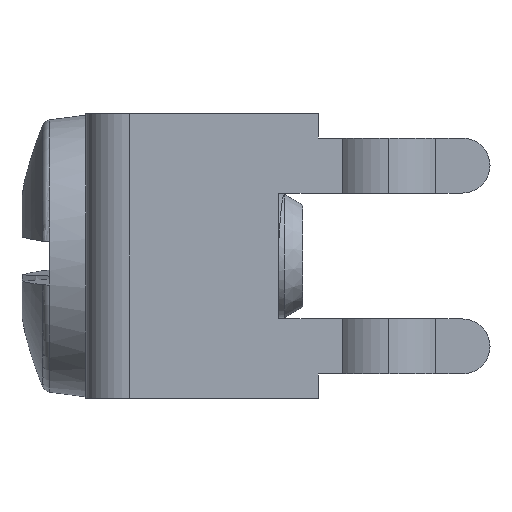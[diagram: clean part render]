
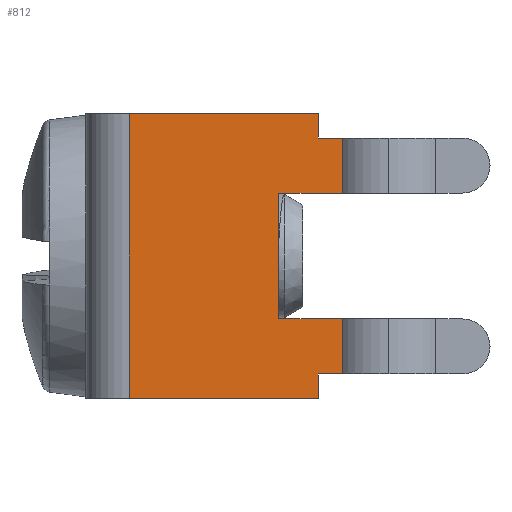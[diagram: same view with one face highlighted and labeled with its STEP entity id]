
A CAD part, left-side view. The second image highlights one B-rep face of the part: STEP entity #812.
In plain terms, the highlighted planar face has unit normal (-1, 0, 0).
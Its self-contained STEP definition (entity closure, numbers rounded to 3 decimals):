
#616 = EDGE_CURVE ( 'NONE', #644, #654, #2181, .T. ) ;
#644 = VERTEX_POINT ( 'NONE', #2046 ) ;
#652 = VERTEX_POINT ( 'NONE', #2198 ) ;
#654 = VERTEX_POINT ( 'NONE', #2197 ) ;
#687 = EDGE_CURVE ( 'NONE', #804, #688, #2078, .T. ) ;
#688 = VERTEX_POINT ( 'NONE', #2074 ) ;
#696 = ORIENTED_EDGE ( 'NONE', *, *, #697, .T. ) ;
#697 = EDGE_CURVE ( 'NONE', #688, #644, #2632, .T. ) ;
#701 = EDGE_CURVE ( 'NONE', #652, #719, #2620, .T. ) ;
#703 = ORIENTED_EDGE ( 'NONE', *, *, #687, .T. ) ;
#719 = VERTEX_POINT ( 'NONE', #2654 ) ;
#780 = VERTEX_POINT ( 'NONE', #2745 ) ;
#781 = EDGE_CURVE ( 'NONE', #804, #782, #2744, .T. ) ;
#782 = VERTEX_POINT ( 'NONE', #2805 ) ;
#784 = ORIENTED_EDGE ( 'NONE', *, *, #785, .T. ) ;
#785 = EDGE_CURVE ( 'NONE', #780, #786, #2804, .T. ) ;
#786 = VERTEX_POINT ( 'NONE', #2800 ) ;
#788 = ORIENTED_EDGE ( 'NONE', *, *, #794, .T. ) ;
#791 = VERTEX_POINT ( 'NONE', #2799 ) ;
#792 = ORIENTED_EDGE ( 'NONE', *, *, #793, .T. ) ;
#793 = EDGE_CURVE ( 'NONE', #791, #803, #2798, .T. ) ;
#794 = EDGE_CURVE ( 'NONE', #786, #782, #2794, .T. ) ;
#799 = ORIENTED_EDGE ( 'NONE', *, *, #800, .F. ) ;
#800 = EDGE_CURVE ( 'NONE', #802, #803, #2785, .T. ) ;
#802 = VERTEX_POINT ( 'NONE', #2781 ) ;
#803 = VERTEX_POINT ( 'NONE', #2780 ) ;
#804 = VERTEX_POINT ( 'NONE', #2779 ) ;
#805 = ORIENTED_EDGE ( 'NONE', *, *, #781, .F. ) ;
#806 = ORIENTED_EDGE ( 'NONE', *, *, #807, .T. ) ;
#807 = EDGE_CURVE ( 'NONE', #802, #780, #2777, .T. ) ;
#812 = ADVANCED_FACE ( 'NONE', ( #2824 ), #2823, .T. ) ;
#813 = ORIENTED_EDGE ( 'NONE', *, *, #616, .T. ) ;
#820 = EDGE_CURVE ( 'NONE', #652, #791, #2810, .T. ) ;
#823 = EDGE_LOOP ( 'NONE', ( #799, #806, #784, #788, #805, #703, #696, #813, #824, #828, #829, #792 ) ) ;
#824 = ORIENTED_EDGE ( 'NONE', *, *, #825, .T. ) ;
#825 = EDGE_CURVE ( 'NONE', #654, #719, #2865, .T. ) ;
#828 = ORIENTED_EDGE ( 'NONE', *, *, #701, .F. ) ;
#829 = ORIENTED_EDGE ( 'NONE', *, *, #820, .T. ) ;
#2046 = CARTESIAN_POINT ( 'NONE',  ( -3.937, 4.75, 7.874 ) ) ;
#2074 = CARTESIAN_POINT ( 'NONE',  ( -3.937, 4.75, 7.201 ) ) ;
#2075 = DIRECTION ( 'NONE',  ( 0., 1., 0. ) ) ;
#2076 = VECTOR ( 'NONE', #2075, 1000. ) ;
#2077 = CARTESIAN_POINT ( 'NONE',  ( -3.937, 9.982, 7.201 ) ) ;
#2078 = LINE ( 'NONE', #2077, #2076 ) ;
#2178 = DIRECTION ( 'NONE',  ( 0., 1., 0. ) ) ;
#2179 = VECTOR ( 'NONE', #2178, 1000. ) ;
#2180 = CARTESIAN_POINT ( 'NONE',  ( -3.937, 9.982, 7.874 ) ) ;
#2181 = LINE ( 'NONE', #2180, #2179 ) ;
#2197 = CARTESIAN_POINT ( 'NONE',  ( -3.937, 9.982, 7.874 ) ) ;
#2198 = CARTESIAN_POINT ( 'NONE',  ( -3.937, 4.75, 0. ) ) ;
#2614 = DIRECTION ( 'NONE',  ( 0., 1., 0. ) ) ;
#2615 = VECTOR ( 'NONE', #2614, 1000. ) ;
#2616 = CARTESIAN_POINT ( 'NONE',  ( -3.937, 9.982, 0. ) ) ;
#2620 = LINE ( 'NONE', #2616, #2615 ) ;
#2629 = DIRECTION ( 'NONE',  ( 0., 0., 1. ) ) ;
#2630 = VECTOR ( 'NONE', #2629, 1000. ) ;
#2631 = CARTESIAN_POINT ( 'NONE',  ( -3.937, 4.75, 7.874 ) ) ;
#2632 = LINE ( 'NONE', #2631, #2630 ) ;
#2654 = CARTESIAN_POINT ( 'NONE',  ( -3.937, 9.982, 0. ) ) ;
#2742 = VECTOR ( 'NONE', #2806, 1000. ) ;
#2743 = CARTESIAN_POINT ( 'NONE',  ( -3.937, 4.083, 7.874 ) ) ;
#2744 = LINE ( 'NONE', #2743, #2742 ) ;
#2745 = CARTESIAN_POINT ( 'NONE',  ( -3.937, 5.842, 2.197 ) ) ;
#2774 = DIRECTION ( 'NONE',  ( 0., 1., 0. ) ) ;
#2775 = VECTOR ( 'NONE', #2774, 1000. ) ;
#2776 = CARTESIAN_POINT ( 'NONE',  ( -3.937, 9.982, 2.197 ) ) ;
#2777 = LINE ( 'NONE', #2776, #2775 ) ;
#2779 = CARTESIAN_POINT ( 'NONE',  ( -3.937, 4.083, 7.201 ) ) ;
#2780 = CARTESIAN_POINT ( 'NONE',  ( -3.937, 4.083, 0.673 ) ) ;
#2781 = CARTESIAN_POINT ( 'NONE',  ( -3.937, 4.083, 2.197 ) ) ;
#2782 = DIRECTION ( 'NONE',  ( 0., 0., -1. ) ) ;
#2783 = VECTOR ( 'NONE', #2782, 1000. ) ;
#2784 = CARTESIAN_POINT ( 'NONE',  ( -3.937, 4.083, 7.874 ) ) ;
#2785 = LINE ( 'NONE', #2784, #2783 ) ;
#2791 = DIRECTION ( 'NONE',  ( 0., -1., 0. ) ) ;
#2792 = VECTOR ( 'NONE', #2791, 1000. ) ;
#2793 = CARTESIAN_POINT ( 'NONE',  ( -3.937, 9.982, 5.677 ) ) ;
#2794 = LINE ( 'NONE', #2793, #2792 ) ;
#2795 = DIRECTION ( 'NONE',  ( 0., -1., 0. ) ) ;
#2796 = VECTOR ( 'NONE', #2795, 1000. ) ;
#2797 = CARTESIAN_POINT ( 'NONE',  ( -3.937, 9.982, 0.673 ) ) ;
#2798 = LINE ( 'NONE', #2797, #2796 ) ;
#2799 = CARTESIAN_POINT ( 'NONE',  ( -3.937, 4.75, 0.673 ) ) ;
#2800 = CARTESIAN_POINT ( 'NONE',  ( -3.937, 5.842, 5.677 ) ) ;
#2801 = DIRECTION ( 'NONE',  ( 0., 0., 1. ) ) ;
#2802 = VECTOR ( 'NONE', #2801, 1000. ) ;
#2803 = CARTESIAN_POINT ( 'NONE',  ( -3.937, 5.842, 7.874 ) ) ;
#2804 = LINE ( 'NONE', #2803, #2802 ) ;
#2805 = CARTESIAN_POINT ( 'NONE',  ( -3.937, 4.083, 5.677 ) ) ;
#2806 = DIRECTION ( 'NONE',  ( 0., 0., -1. ) ) ;
#2807 = DIRECTION ( 'NONE',  ( 0., 0., 1. ) ) ;
#2808 = VECTOR ( 'NONE', #2807, 1000. ) ;
#2809 = CARTESIAN_POINT ( 'NONE',  ( -3.937, 4.75, 7.874 ) ) ;
#2810 = LINE ( 'NONE', #2809, #2808 ) ;
#2819 = DIRECTION ( 'NONE',  ( 0., -1., 0. ) ) ;
#2820 = DIRECTION ( 'NONE',  ( -1., 0., 0. ) ) ;
#2821 = CARTESIAN_POINT ( 'NONE',  ( -3.937, 9.982, 7.874 ) ) ;
#2822 = AXIS2_PLACEMENT_3D ( 'NONE', #2821, #2820, #2819 ) ;
#2823 = PLANE ( 'NONE',  #2822 ) ;
#2824 = FACE_OUTER_BOUND ( 'NONE', #823, .T. ) ;
#2862 = DIRECTION ( 'NONE',  ( 0., 0., -1. ) ) ;
#2863 = VECTOR ( 'NONE', #2862, 1000. ) ;
#2864 = CARTESIAN_POINT ( 'NONE',  ( -3.937, 9.982, 7.874 ) ) ;
#2865 = LINE ( 'NONE', #2864, #2863 ) ;
